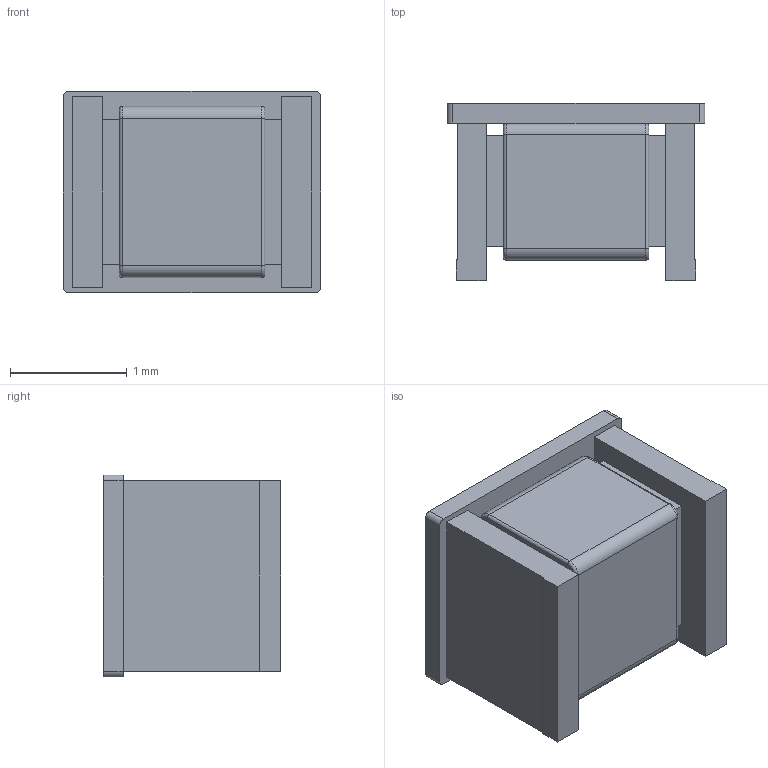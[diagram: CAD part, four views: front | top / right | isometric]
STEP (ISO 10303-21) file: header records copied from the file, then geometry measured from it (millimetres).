
FILE_DESCRIPTION (( 'STEP AP214' ), '1' );
FILE_NAME ('Coilcraft-0805HP.STEP', '2020-03-31T00:09:49', ( '' ), ( '' ), 'SwSTEP 2.0', 'SolidWorks 2019', '' );
FILE_SCHEMA (( 'AUTOMOTIVE_DESIGN' ));
Length unit declared in the file: millimetre
Products named in the file (1): Coilcraft-0805HP
Bounding box: 2.21 x 1.52 x 1.73 mm (x, y, z)
Volume: 4.2 mm3; surface area: 22.2 mm2
Topology: 1 solids, 1 shells, 57 faces, 144 edges, 92 vertices
Faces by surface type: plane 33, cylinder 16, bspline 8
Entity records: 2228 total; most frequent: CARTESIAN_POINT 498, ORIENTED_EDGE 288, DIRECTION 264, EDGE_CURVE 144, VECTOR 100, LINE 100, VERTEX_POINT 92, AXIS2_PLACEMENT_3D 82
